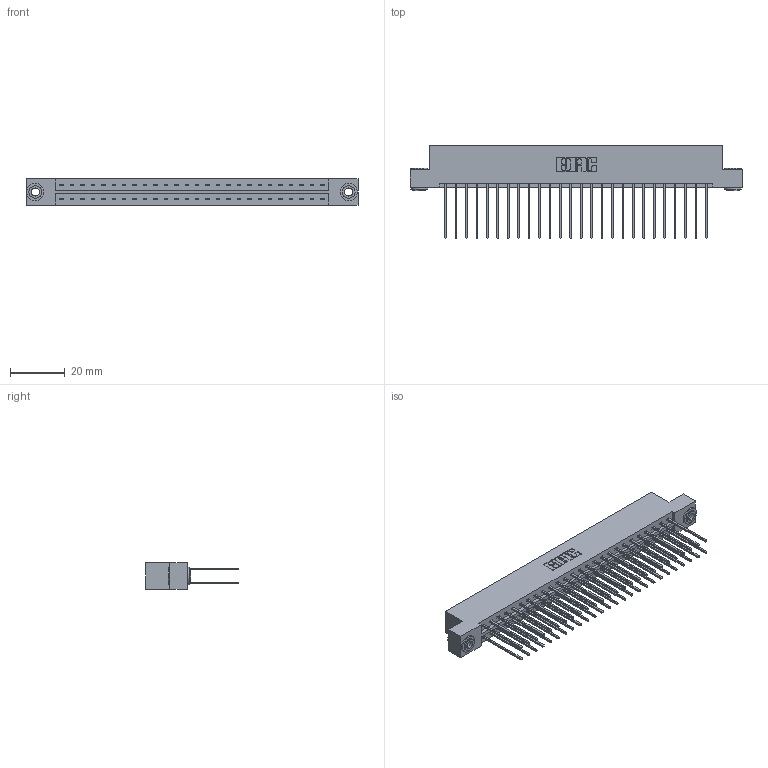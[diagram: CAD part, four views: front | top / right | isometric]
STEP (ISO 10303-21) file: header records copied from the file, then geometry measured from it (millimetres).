
FILE_DESCRIPTION (( 'STEP AP203' ), '1' );
FILE_NAME ('379-052-541-203.STEP', '2020-02-26T17:52:01', ( '' ), ( '' ), 'SwSTEP 2.0', 'SolidWorks 2016', '' );
FILE_SCHEMA (( 'CONFIG_CONTROL_DESIGN' ));
Length unit declared in the file: inch
Products named in the file (4): 379-052-541-203; 379 Part_Flush - .156 Dia - TH; 345-250-002_345-250-002-102; 345-292-001_345-293-141
Assembly tree (55 placements, depth 2):
  379-052-541-203
    379 Part_Flush - .156 Dia - TH
    345-292-001_345-293-141  x52
    345-250-002_345-250-002-102  x2
Bounding box: 121.28 x 33.96 x 9.53 mm (x, y, z)
Volume: 13039.9 mm3; surface area: 16223.7 mm2
Topology: 55 solids, 55 shells, 2856 faces, 8447 edges, 5558 vertices
Faces by surface type: plane 1952, cylinder 896, cone 8
Entity records: 19464 total; most frequent: CARTESIAN_POINT 3221, ORIENTED_EDGE 3150, DIRECTION 2813, EDGE_CURVE 1575, LINE 1423, VECTOR 1423, VERTEX_POINT 1046, AXIS2_PLACEMENT_3D 695
